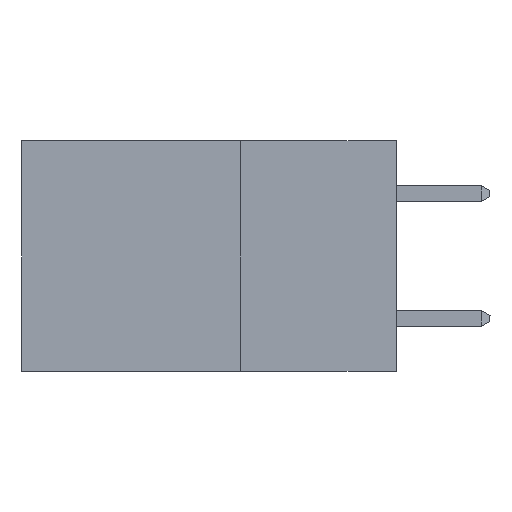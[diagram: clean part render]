
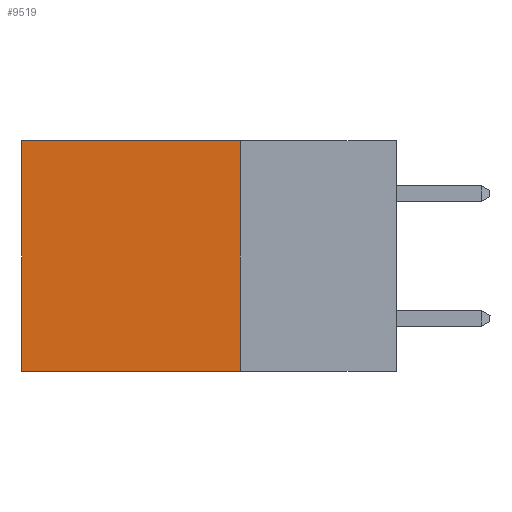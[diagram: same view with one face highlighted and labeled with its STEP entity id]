
A CAD part, left-side view. The second image highlights one B-rep face of the part: STEP entity #9519.
In plain terms, the highlighted planar face has unit normal (-1, 0, 0).
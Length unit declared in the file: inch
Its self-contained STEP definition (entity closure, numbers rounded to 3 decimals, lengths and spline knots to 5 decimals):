
#953 = DIRECTION ( 'NONE',  ( 0., 1., 0. ) ) ;
#1298 = CARTESIAN_POINT ( 'NONE',  ( 0.2615, 0.6, -0.37 ) ) ;
#1538 = CARTESIAN_POINT ( 'NONE',  ( 0.2615, 0.25, -0.37 ) ) ;
#2508 = VECTOR ( 'NONE', #4069, 39.37008 ) ;
#2682 = VERTEX_POINT ( 'NONE', #12473 ) ;
#3615 = DIRECTION ( 'NONE',  ( 0., 1., 0. ) ) ;
#4069 = DIRECTION ( 'NONE',  ( 0., 0., -1. ) ) ;
#4447 = VECTOR ( 'NONE', #953, 39.37008 ) ;
#4501 = ORIENTED_EDGE ( 'NONE', *, *, #12479, .F. ) ;
#5213 = VERTEX_POINT ( 'NONE', #9171 ) ;
#5464 = ORIENTED_EDGE ( 'NONE', *, *, #20146, .T. ) ;
#5602 = ORIENTED_EDGE ( 'NONE', *, *, #8128, .T. ) ;
#6944 = VECTOR ( 'NONE', #23105, 39.37008 ) ;
#8128 = EDGE_CURVE ( 'NONE', #2682, #21241, #12048, .T. ) ;
#8661 = DIRECTION ( 'NONE',  ( 1., 0., 0. ) ) ;
#9171 = CARTESIAN_POINT ( 'NONE',  ( 0.2615, 0.25, 0. ) ) ;
#9335 = CARTESIAN_POINT ( 'NONE',  ( 0.2615, 0.25, 0. ) ) ;
#9519 = ADVANCED_FACE ( 'NONE', ( #21944 ), #21821, .F. ) ;
#9573 = LINE ( 'NONE', #14295, #4447 ) ;
#12048 = LINE ( 'NONE', #21227, #6944 ) ;
#12473 = CARTESIAN_POINT ( 'NONE',  ( 0.2615, 0.6, 0. ) ) ;
#12479 = EDGE_CURVE ( 'NONE', #5213, #16793, #22674, .T. ) ;
#14295 = CARTESIAN_POINT ( 'NONE',  ( 0.2615, 0.25, -0.37 ) ) ;
#14739 = EDGE_LOOP ( 'NONE', ( #5602, #18241, #4501, #5464 ) ) ;
#14831 = EDGE_CURVE ( 'NONE', #16793, #21241, #9573, .T. ) ;
#16793 = VERTEX_POINT ( 'NONE', #1538 ) ;
#17425 = CARTESIAN_POINT ( 'NONE',  ( 0.2615, 0.25, -0.37 ) ) ;
#18241 = ORIENTED_EDGE ( 'NONE', *, *, #14831, .F. ) ;
#18806 = AXIS2_PLACEMENT_3D ( 'NONE', #20001, #8661, #21900 ) ;
#18945 = VECTOR ( 'NONE', #3615, 39.37008 ) ;
#20001 = CARTESIAN_POINT ( 'NONE',  ( 0.2615, 0.25, -0.37 ) ) ;
#20146 = EDGE_CURVE ( 'NONE', #5213, #2682, #23963, .T. ) ;
#21227 = CARTESIAN_POINT ( 'NONE',  ( 0.2615, 0.6, -0.37 ) ) ;
#21241 = VERTEX_POINT ( 'NONE', #1298 ) ;
#21821 = PLANE ( 'NONE',  #18806 ) ;
#21900 = DIRECTION ( 'NONE',  ( 0., 0., -1. ) ) ;
#21944 = FACE_OUTER_BOUND ( 'NONE', #14739, .T. ) ;
#22674 = LINE ( 'NONE', #17425, #2508 ) ;
#23105 = DIRECTION ( 'NONE',  ( 0., 0., -1. ) ) ;
#23963 = LINE ( 'NONE', #9335, #18945 ) ;
